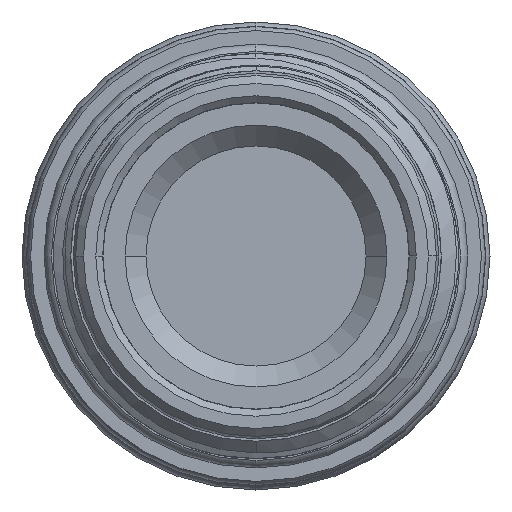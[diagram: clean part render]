
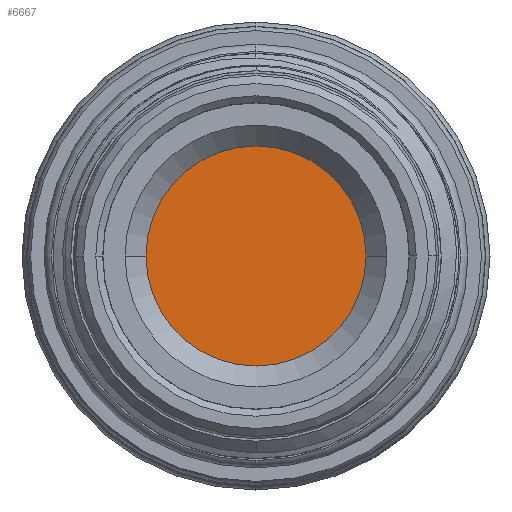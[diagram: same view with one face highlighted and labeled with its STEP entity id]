
A CAD part, left-side view. The second image highlights one B-rep face of the part: STEP entity #6667.
In plain terms, the highlighted planar face has unit normal (-1, 0, 0).
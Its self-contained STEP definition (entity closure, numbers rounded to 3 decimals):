
#115 = VERTEX_POINT ( 'NONE', #905 ) ;
#905 = CARTESIAN_POINT ( 'NONE',  ( -13.594, -9.682, 0. ) ) ;
#1055 = AXIS2_PLACEMENT_3D ( 'NONE', #5115, #7464, #6616 ) ;
#1219 = DIRECTION ( 'NONE',  ( 1., 0., 0. ) ) ;
#1419 = DIRECTION ( 'NONE',  ( 1., 0., 0. ) ) ;
#1781 = FACE_OUTER_BOUND ( 'NONE', #1951, .T. ) ;
#1951 = EDGE_LOOP ( 'NONE', ( #4539, #4103 ) ) ;
#1962 = AXIS2_PLACEMENT_3D ( 'NONE', #5781, #1219, #6569 ) ;
#2983 = EDGE_CURVE ( 'NONE', #115, #5746, #7905, .T. ) ;
#4103 = ORIENTED_EDGE ( 'NONE', *, *, #2983, .F. ) ;
#4539 = ORIENTED_EDGE ( 'NONE', *, *, #8746, .F. ) ;
#4611 = AXIS2_PLACEMENT_3D ( 'NONE', #9909, #1419, #6733 ) ;
#5115 = CARTESIAN_POINT ( 'NONE',  ( -13.594, 0., 0. ) ) ;
#5481 = CIRCLE ( 'NONE', #1055, 9.682 ) ;
#5746 = VERTEX_POINT ( 'NONE', #7617 ) ;
#5781 = CARTESIAN_POINT ( 'NONE',  ( -13.594, 0., 0. ) ) ;
#6089 = PLANE ( 'NONE',  #4611 ) ;
#6569 = DIRECTION ( 'NONE',  ( 0., 0., -1. ) ) ;
#6616 = DIRECTION ( 'NONE',  ( 0., 0., -1. ) ) ;
#6667 = ADVANCED_FACE ( 'NONE', ( #1781 ), #6089, .F. ) ;
#6733 = DIRECTION ( 'NONE',  ( 0., 0., -1. ) ) ;
#7464 = DIRECTION ( 'NONE',  ( 1., 0., 0. ) ) ;
#7617 = CARTESIAN_POINT ( 'NONE',  ( -13.594, 9.682, 0. ) ) ;
#7905 = CIRCLE ( 'NONE', #1962, 9.682 ) ;
#8746 = EDGE_CURVE ( 'NONE', #5746, #115, #5481, .T. ) ;
#9909 = CARTESIAN_POINT ( 'NONE',  ( -13.594, 0., 0. ) ) ;
